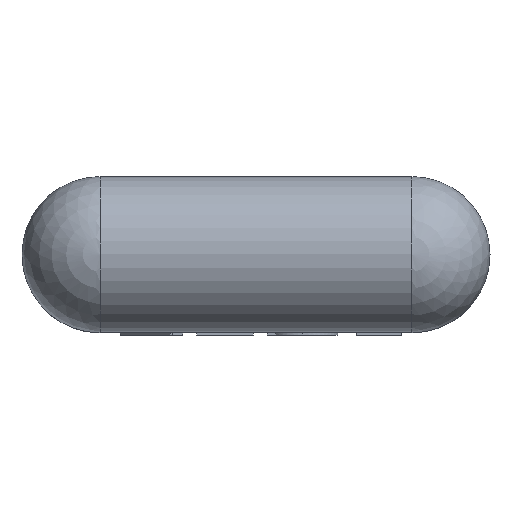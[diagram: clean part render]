
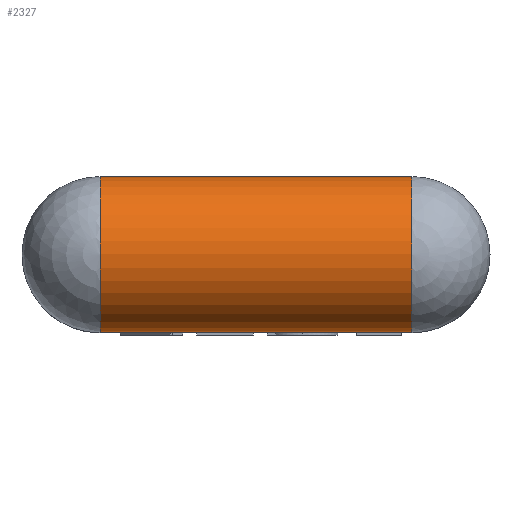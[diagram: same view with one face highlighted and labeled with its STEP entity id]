
A CAD part, top view. The second image highlights one B-rep face of the part: STEP entity #2327.
In plain terms, the highlighted cylindrical face has radius 1.5 mm (diameter 3 mm), a partial arc.
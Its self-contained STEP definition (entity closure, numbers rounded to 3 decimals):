
#149 = AXIS2_PLACEMENT_3D ( 'NONE', #3060, #3061, #3062 ) ;
#179 = VECTOR ( 'NONE', #3011, 1000. ) ;
#341 = CIRCLE ( 'NONE', #346, 1.5 ) ;
#343 = VECTOR ( 'NONE', #945, 1000. ) ;
#346 = AXIS2_PLACEMENT_3D ( 'NONE', #948, #949, #950 ) ;
#366 = CIRCLE ( 'NONE', #378, 1.5 ) ;
#378 = AXIS2_PLACEMENT_3D ( 'NONE', #1075, #1076, #1077 ) ;
#565 = LINE ( 'NONE', #944, #343 ) ;
#636 = CYLINDRICAL_SURFACE ( 'NONE', #149, 1.5 ) ;
#663 = FACE_OUTER_BOUND ( 'NONE', #1505, .T. ) ;
#739 = LINE ( 'NONE', #3010, #179 ) ;
#944 = CARTESIAN_POINT ( 'NONE',  ( -4.5, -1.5, 6.5 ) ) ;
#945 = DIRECTION ( 'NONE',  ( 1., 0., 0. ) ) ;
#948 = CARTESIAN_POINT ( 'NONE',  ( 3., 0., 6.5 ) ) ;
#949 = DIRECTION ( 'NONE',  ( -1., 0., 0. ) ) ;
#950 = DIRECTION ( 'NONE',  ( 0., 0., -1. ) ) ;
#1075 = CARTESIAN_POINT ( 'NONE',  ( -3., 0., 6.5 ) ) ;
#1076 = DIRECTION ( 'NONE',  ( 1., 0., 0. ) ) ;
#1077 = DIRECTION ( 'NONE',  ( 0., 0., -1. ) ) ;
#1440 = ORIENTED_EDGE ( 'NONE', *, *, #2317, .T. ) ;
#1441 = ORIENTED_EDGE ( 'NONE', *, *, #2469, .T. ) ;
#1442 = ORIENTED_EDGE ( 'NONE', *, *, #2441, .T. ) ;
#1443 = ORIENTED_EDGE ( 'NONE', *, *, #2443, .T. ) ;
#1505 = EDGE_LOOP ( 'NONE', ( #1441, #1442, #1443, #1440 ) ) ;
#1535 = VERTEX_POINT ( 'NONE', #2830 ) ;
#1581 = VERTEX_POINT ( 'NONE', #2544 ) ;
#1582 = VERTEX_POINT ( 'NONE', #2642 ) ;
#1583 = VERTEX_POINT ( 'NONE', #2643 ) ;
#2317 = EDGE_CURVE ( 'NONE', #1581, #1583, #739, .T. ) ;
#2327 = ADVANCED_FACE ( 'NONE', ( #663 ), #636, .T. ) ;
#2441 = EDGE_CURVE ( 'NONE', #1535, #1582, #565, .T. ) ;
#2443 = EDGE_CURVE ( 'NONE', #1582, #1581, #341, .T. ) ;
#2469 = EDGE_CURVE ( 'NONE', #1583, #1535, #366, .T. ) ;
#2544 = CARTESIAN_POINT ( 'NONE',  ( 3., 1.5, 6.5 ) ) ;
#2642 = CARTESIAN_POINT ( 'NONE',  ( 3., -1.5, 6.5 ) ) ;
#2643 = CARTESIAN_POINT ( 'NONE',  ( -3., 1.5, 6.5 ) ) ;
#2830 = CARTESIAN_POINT ( 'NONE',  ( -3., -1.5, 6.5 ) ) ;
#3010 = CARTESIAN_POINT ( 'NONE',  ( -4.5, 1.5, 6.5 ) ) ;
#3011 = DIRECTION ( 'NONE',  ( -1., 0., 0. ) ) ;
#3060 = CARTESIAN_POINT ( 'NONE',  ( -4.5, 0., 6.5 ) ) ;
#3061 = DIRECTION ( 'NONE',  ( 1., 0., 0. ) ) ;
#3062 = DIRECTION ( 'NONE',  ( 0., 0., -1. ) ) ;
